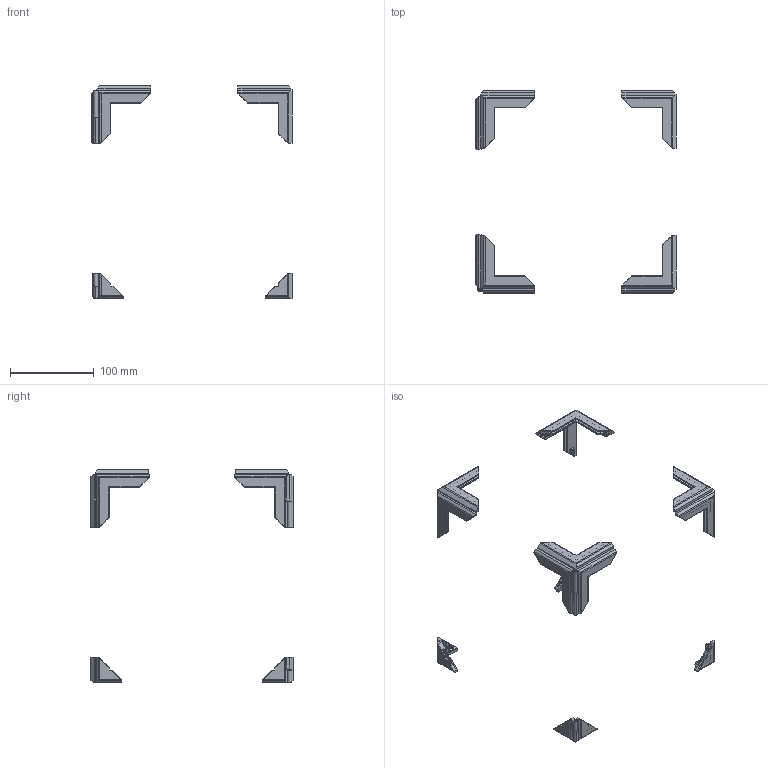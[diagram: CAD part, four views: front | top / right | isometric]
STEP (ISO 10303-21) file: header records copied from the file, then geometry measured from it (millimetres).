
FILE_DESCRIPTION(/* description */ (''),/* implementation_level */ '2;1');
FILE_NAME(/* name */ 'ZeroPanels v14_2023_09_01.stp',/* time_stamp */ '2023-09-01T21:20:40+02:00',/* author */ ('User'),/* organization */ (''),/* preprocessor_version */ 'ST-DEVELOPER v15.6',/* originating_system */ 'Autodesk Inventor 2015',/* authorisation */ '');
FILE_SCHEMA (('AUTOMOTIVE_DESIGN { 1 0 10303 214 3 1 1 }'));
Products named in the file (17): Top_corner_4; Left_Front_Top_Right_Rear_Top_Clip_x2; Left_Rear_Top_Clip_x1; Left_Rear_Bottom_Clip_x1; Left_Front_Bottom_Clip_x2; Right_Front_Bottom_Clip_Hinge_x1; Right_Front_Top_Clip_Hinge_x1; Left_Rear_Bottom_Clip_x1 (1); Left_Front_Top_Right_Rear_Top_Clip_x2 (2); Top_door_hinge_x1; Bottom_door_hinge_x1; Top_left_door_corner_x1; Bottom_left_door_corner_x1; Top_corner_x4; Top_corner_2; Top_corner_3; ZeroPanels v14
Bounding box: 238.56 x 242.1 x 254.19 mm (x, y, z)
Volume: 85497.6 mm3; surface area: 90825 mm2
Topology: 16 solids, 16 shells, 1780 faces, 4922 edges, 3246 vertices
Faces by surface type: plane 1247, bspline 353, cylinder 176, cone 4
Full cylindrical faces by diameter (mm): 2.6 x4
Entity records: 60561 total; most frequent: CARTESIAN_POINT 15983, ORIENTED_EDGE 9828, DIRECTION 7449, EDGE_CURVE 4914, LINE 3885, VECTOR 3885, VERTEX_POINT 3246, EDGE_LOOP 1868
